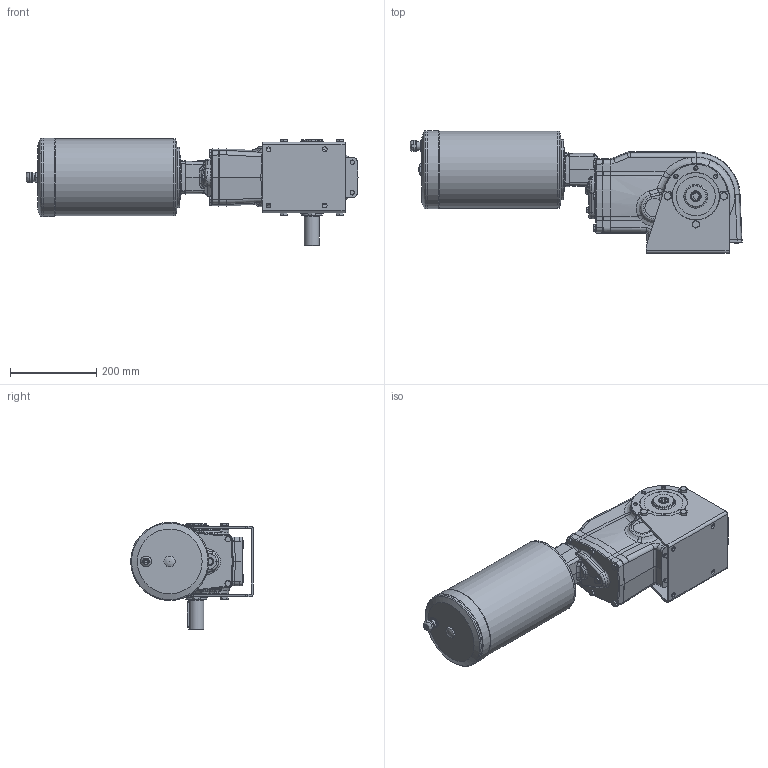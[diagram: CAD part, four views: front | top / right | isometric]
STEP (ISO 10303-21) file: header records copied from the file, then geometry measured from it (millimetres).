
FILE_DESCRIPTION( ( 'Unknown' ), '1' );
FILE_NAME( '3958CCBE976ED31F3741674A204BB15E.3d.stp', 'Unknown', ( 'Unknown' ), ( 'Unknown' ), 'PSStep 10.1', 'Unknown', ' ' );
FILE_SCHEMA( ( 'AUTOMOTIVE_DESIGN { 1 0 10303 214 1 1 1 1 }' ) );
Length unit declared in the file: millimetre
Products named in the file (1): X74N
Bounding box: 768.4 x 283.9 x 248.5 mm (x, y, z)
Volume: 17006811 mm3; surface area: 706972.9 mm2
Topology: 1 solids, 31 shells, 1157 faces, 2709 edges, 1678 vertices
Faces by surface type: plane 416, cylinder 268, cone 230, bspline 163, torus 69, extrusion 4, revolution 4, sphere 3
Full cylindrical faces by diameter (mm): 2.6 x1, 6 x8, 6.647 x8, 7 x9, 8 x4, 8.376 x32, 8.9 x8, 9 x8, 10 x6, 10.106 x1, 10.5 x6, 11 x4, 11.6 x6, 12.5 x1, 13 x4, 13.4 x1, 14 x4, 14.6 x6, 16.662 x1, 18 x2, 20 x1, 21 x1, 23 x1, 24 x1, 30 x1, 34.6 x1, 35 x2, 40 x1, 42.5 x2, 47 x1
Entity records: 63932 total; most frequent: CARTESIAN_POINT 31473, ORIENTED_EDGE 4550, DIRECTION 4506, EDGE_CURVE 2275, AXIS2_PLACEMENT_3D 1886, EDGE_LOOP 1576, VERTEX_POINT 1558, FACE_OUTER_BOUND 1368
